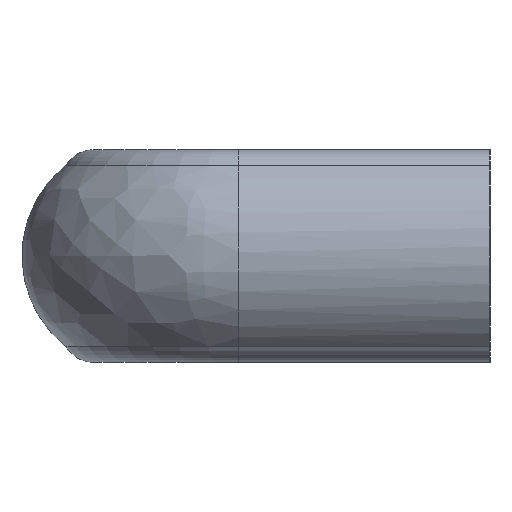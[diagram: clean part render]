
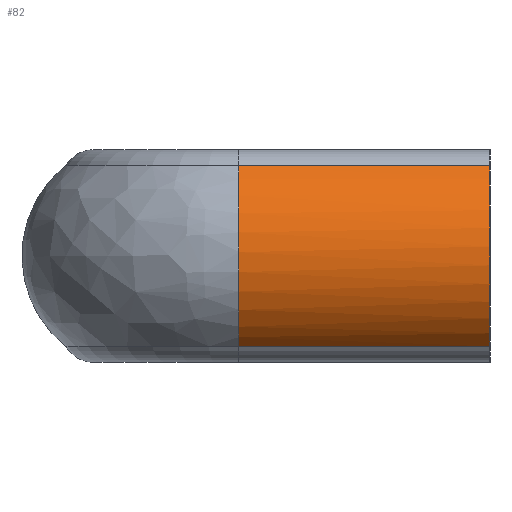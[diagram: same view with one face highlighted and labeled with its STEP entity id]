
A CAD part, left-side view. The second image highlights one B-rep face of the part: STEP entity #82.
In plain terms, the highlighted cylindrical face has radius 13.591 mm (diameter 27.182 mm), a partial arc.
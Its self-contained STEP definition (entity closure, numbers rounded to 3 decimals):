
#82 = ADVANCED_FACE( '', ( #174 ), #175, .T. );
#174 = FACE_OUTER_BOUND( '', #317, .T. );
#175 = CYLINDRICAL_SURFACE( '', #318, 13.591 );
#317 = EDGE_LOOP( '', ( #470, #471, #472, #473 ) );
#318 = AXIS2_PLACEMENT_3D( '', #474, #475, #476 );
#470 = ORIENTED_EDGE( '', *, *, #595, .T. );
#471 = ORIENTED_EDGE( '', *, *, #615, .F. );
#472 = ORIENTED_EDGE( '', *, *, #600, .F. );
#473 = ORIENTED_EDGE( '', *, *, #627, .T. );
#474 = CARTESIAN_POINT( '', ( 13.592, 0., 0. ) );
#475 = DIRECTION( '', ( 0., -1., 0. ) );
#476 = DIRECTION( '', ( 0., 0., 1. ) );
#595 = EDGE_CURVE( '', #691, #664, #692, .T. );
#600 = EDGE_CURVE( '', #699, #700, #701, .T. );
#615 = EDGE_CURVE( '', #700, #664, #720, .T. );
#627 = EDGE_CURVE( '', #699, #691, #735, .T. );
#664 = VERTEX_POINT( '', #791 );
#691 = VERTEX_POINT( '', #901 );
#692 = B_SPLINE_CURVE_WITH_KNOTS( '', 3, ( #902, #903, #904, #905, #906, #907, #908, #909, #910, #911, #912, #913, #914, #915, #916, #917, #918, #919 ), .UNSPECIFIED., .F., .F., ( 4, 2, 2, 2, 2, 2, 2, 2, 4 ), ( 0., 0.125, 0.25, 0.375, 0.5, 0.625, 0.75, 0.875, 1. ), .UNSPECIFIED. );
#699 = VERTEX_POINT( '', #943 );
#700 = VERTEX_POINT( '', #944 );
#701 = CIRCLE( '', #945, 13.591 );
#720 = LINE( '', #991, #992 );
#735 = LINE( '', #1035, #1036 );
#791 = CARTESIAN_POINT( '', ( 5.106, 29.5, -10.617 ) );
#901 = CARTESIAN_POINT( '', ( 5.106, 29.5, 10.616 ) );
#902 = CARTESIAN_POINT( '', ( 5.106, 29.5, 10.616 ) );
#903 = CARTESIAN_POINT( '', ( 4.313, 29.5, 9.982 ) );
#904 = CARTESIAN_POINT( '', ( 3.592, 29.5, 9.259 ) );
#905 = CARTESIAN_POINT( '', ( 2.327, 29.5, 7.671 ) );
#906 = CARTESIAN_POINT( '', ( 1.784, 29.5, 6.805 ) );
#907 = CARTESIAN_POINT( '', ( 0.904, 29.5, 4.975 ) );
#908 = CARTESIAN_POINT( '', ( 0.567, 29.5, 4.011 ) );
#909 = CARTESIAN_POINT( '', ( 0.115, 29.5, 2.031 ) );
#910 = CARTESIAN_POINT( '', ( 0.001, 29.5, 1.015 ) );
#911 = CARTESIAN_POINT( '', ( 0.001, 29.5, -1.015 ) );
#912 = CARTESIAN_POINT( '', ( 0.115, 29.5, -2.031 ) );
#913 = CARTESIAN_POINT( '', ( 0.567, 29.5, -4.011 ) );
#914 = CARTESIAN_POINT( '', ( 0.904, 29.5, -4.975 ) );
#915 = CARTESIAN_POINT( '', ( 1.784, 29.5, -6.805 ) );
#916 = CARTESIAN_POINT( '', ( 2.327, 29.5, -7.671 ) );
#917 = CARTESIAN_POINT( '', ( 3.592, 29.5, -9.259 ) );
#918 = CARTESIAN_POINT( '', ( 4.313, 29.5, -9.982 ) );
#919 = CARTESIAN_POINT( '', ( 5.106, 29.5, -10.616 ) );
#943 = CARTESIAN_POINT( '', ( 5.106, 0., 10.616 ) );
#944 = CARTESIAN_POINT( '', ( 5.106, 0., -10.616 ) );
#945 = AXIS2_PLACEMENT_3D( '', #1112, #1113, #1114 );
#991 = CARTESIAN_POINT( '', ( 5.106, 0., -10.616 ) );
#992 = VECTOR( '', #1137, 1000. );
#1035 = CARTESIAN_POINT( '', ( 5.106, 0., 10.616 ) );
#1036 = VECTOR( '', #1148, 1000. );
#1112 = CARTESIAN_POINT( '', ( 13.592, 0., 0. ) );
#1113 = DIRECTION( '', ( 0., -1., 0. ) );
#1114 = DIRECTION( '', ( 0., 0., 1. ) );
#1137 = DIRECTION( '', ( 0., 1., 0. ) );
#1148 = DIRECTION( '', ( 0., 1., 0. ) );
